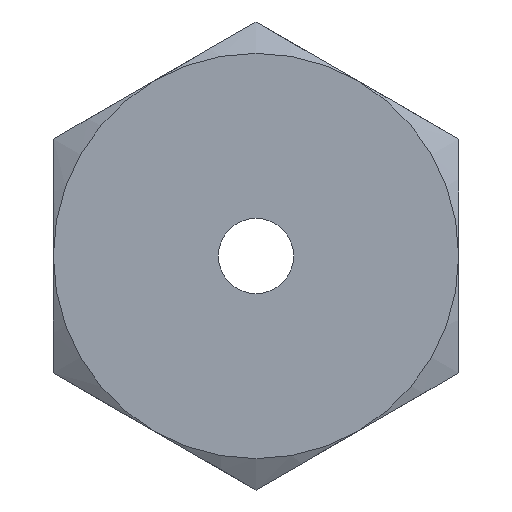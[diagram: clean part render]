
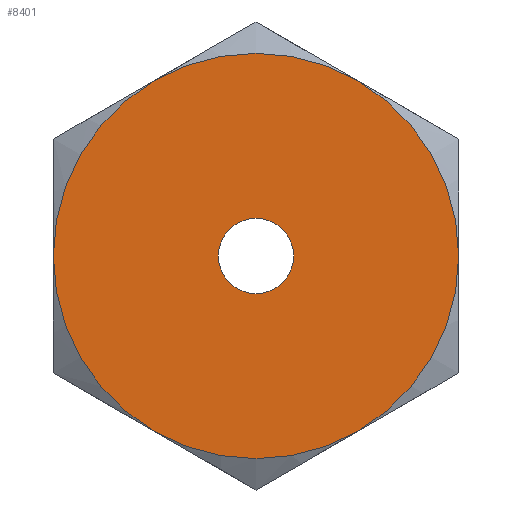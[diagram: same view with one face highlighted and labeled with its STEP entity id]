
A CAD part, left-side view. The second image highlights one B-rep face of the part: STEP entity #8401.
In plain terms, the highlighted planar face has unit normal (-1, 0, 0).
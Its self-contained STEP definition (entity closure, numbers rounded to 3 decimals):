
#3514=CARTESIAN_POINT('',(-2.,1.375,
-2.382));
#3542=CARTESIAN_POINT('',(-2.,2.75,
0.));
#3566=CARTESIAN_POINT('',(-2.,1.375,2.382));
#3592=CARTESIAN_POINT('',(-2.,-1.375,
2.382));
#3618=CARTESIAN_POINT('',(-2.,-2.75,
0.));
#3644=CARTESIAN_POINT('',(-2.,-1.375,
-2.382));
#3659=CARTESIAN_POINT('',(-2.,0.,0.));
#3660=DIRECTION('',(-1.,0.,0.));
#3661=DIRECTION('',(0.,1.,0.));
#3662=AXIS2_PLACEMENT_3D('',#3659,#3660,#3661);
#3664=CARTESIAN_POINT('',(-2.,0.,0.));
#3665=DIRECTION('',(-1.,0.,0.));
#3666=DIRECTION('',(0.,0.5,0.866));
#3667=AXIS2_PLACEMENT_3D('',#3664,#3665,#3666);
#3669=CARTESIAN_POINT('',(-2.,0.,0.));
#3670=DIRECTION('',(-1.,0.,0.));
#3671=DIRECTION('',(0.,-0.5,0.866));
#3672=AXIS2_PLACEMENT_3D('',#3669,#3670,#3671);
#3674=CARTESIAN_POINT('',(-2.,0.,0.));
#3675=DIRECTION('',(-1.,0.,0.));
#3676=DIRECTION('',(0.,-1.,0.));
#3677=AXIS2_PLACEMENT_3D('',#3674,#3675,#3676);
#3679=CARTESIAN_POINT('',(-2.,0.,0.));
#3680=DIRECTION('',(-1.,0.,0.));
#3681=DIRECTION('',(0.,-0.5,-0.866));
#3682=AXIS2_PLACEMENT_3D('',#3679,#3680,#3681);
#3684=CARTESIAN_POINT('',(-2.,0.,0.));
#3685=DIRECTION('',(-1.,0.,0.));
#3686=DIRECTION('',(0.,0.5,-0.866));
#3687=AXIS2_PLACEMENT_3D('',#3684,#3685,#3686);
#3689=CARTESIAN_POINT('',(-2.,0.,0.));
#3690=DIRECTION('',(1.,0.,0.));
#3691=DIRECTION('',(0.,-1.,0.));
#3692=AXIS2_PLACEMENT_3D('',#3689,#3690,#3691);
#3694=CARTESIAN_POINT('',(-2.,0.,0.));
#3695=DIRECTION('',(1.,0.,0.));
#3696=DIRECTION('',(0.,1.,0.));
#3697=AXIS2_PLACEMENT_3D('',#3694,#3695,#3696);
#3856=VERTEX_POINT('',#3514);
#3858=VERTEX_POINT('',#3542);
#3861=VERTEX_POINT('',#3566);
#3863=VERTEX_POINT('',#3592);
#3865=VERTEX_POINT('',#3618);
#3866=VERTEX_POINT('',#3644);
#3899=CARTESIAN_POINT('',(-2.,-0.51,0.));
#3900=CARTESIAN_POINT('',(-2.,0.51,0.));
#3901=VERTEX_POINT('',#3899);
#3902=VERTEX_POINT('',#3900);
#8379=CARTESIAN_POINT('',(-2.,0.,0.));
#8380=DIRECTION('',(1.,0.,0.));
#8381=DIRECTION('',(0.,1.,0.));
#8382=AXIS2_PLACEMENT_3D('',#8379,#8380,#8381);
#8383=PLANE('',#8382);
#8384=ORIENTED_EDGE('',*,*,#8350,.F.);
#8386=ORIENTED_EDGE('',*,*,#8385,.F.);
#8388=ORIENTED_EDGE('',*,*,#8387,.F.);
#8390=ORIENTED_EDGE('',*,*,#8389,.F.);
#8391=ORIENTED_EDGE('',*,*,#8374,.F.);
#8392=ORIENTED_EDGE('',*,*,#8361,.F.);
#8393=EDGE_LOOP('',(#8384,#8386,#8388,#8390,#8391,#8392));
#8394=FACE_OUTER_BOUND('',#8393,.F.);
#8396=ORIENTED_EDGE('',*,*,#8395,.F.);
#8398=ORIENTED_EDGE('',*,*,#8397,.F.);
#8399=EDGE_LOOP('',(#8396,#8398));
#8400=FACE_BOUND('',#8399,.F.);
#3663=CIRCLE('',#3662,2.75);
#3668=CIRCLE('',#3667,2.75);
#3673=CIRCLE('',#3672,2.75);
#3678=CIRCLE('',#3677,2.75);
#3683=CIRCLE('',#3682,2.75);
#3688=CIRCLE('',#3687,2.75);
#3693=CIRCLE('',#3692,0.51);
#3698=CIRCLE('',#3697,0.51);
#8350=EDGE_CURVE('',#3858,#3856,#3663,.T.);
#8361=EDGE_CURVE('',#3856,#3866,#3688,.T.);
#8374=EDGE_CURVE('',#3866,#3865,#3683,.T.);
#8385=EDGE_CURVE('',#3861,#3858,#3668,.T.);
#8387=EDGE_CURVE('',#3863,#3861,#3673,.T.);
#8389=EDGE_CURVE('',#3865,#3863,#3678,.T.);
#8395=EDGE_CURVE('',#3901,#3902,#3693,.T.);
#8397=EDGE_CURVE('',#3902,#3901,#3698,.T.);
#8401=ADVANCED_FACE('',(#8394,#8400),#8383,.F.);
